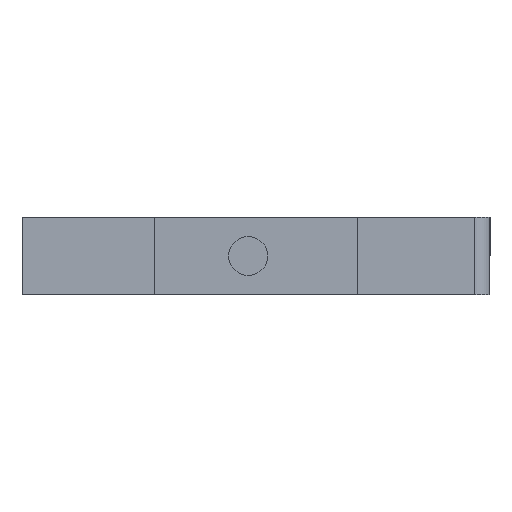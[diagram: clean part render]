
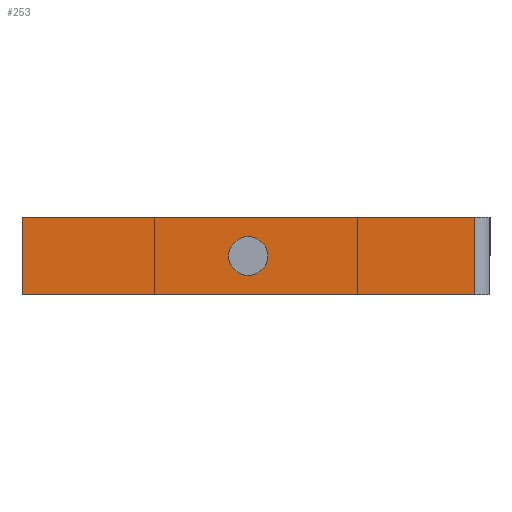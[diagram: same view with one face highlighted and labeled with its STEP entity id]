
A CAD part, left-side view. The second image highlights one B-rep face of the part: STEP entity #253.
In plain terms, the highlighted planar face has unit normal (-1, 0, 0).
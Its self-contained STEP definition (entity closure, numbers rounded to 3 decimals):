
#68 = LINE ( 'NONE', #878, #1867 ) ;
#135 = LINE ( 'NONE', #1730, #1116 ) ;
#144 = CARTESIAN_POINT ( 'NONE',  ( 0., 0., 5. ) ) ;
#172 = DIRECTION ( 'NONE',  ( 0., -1., 0. ) ) ;
#214 = VERTEX_POINT ( 'NONE', #1714 ) ;
#253 = ADVANCED_FACE ( 'NONE', ( #595, #1452 ), #1314, .F. ) ;
#256 = EDGE_CURVE ( 'NONE', #1040, #730, #135, .T. ) ;
#273 = EDGE_CURVE ( 'NONE', #214, #1461, #2443, .T. ) ;
#488 = ORIENTED_EDGE ( 'NONE', *, *, #1981, .F. ) ;
#517 = CARTESIAN_POINT ( 'NONE',  ( 0., -29., 5. ) ) ;
#539 = VERTEX_POINT ( 'NONE', #1642 ) ;
#545 = ORIENTED_EDGE ( 'NONE', *, *, #2445, .T. ) ;
#595 = FACE_BOUND ( 'NONE', #2219, .T. ) ;
#721 = CARTESIAN_POINT ( 'NONE',  ( 0., -15.75, 2.5 ) ) ;
#730 = VERTEX_POINT ( 'NONE', #517 ) ;
#751 = CARTESIAN_POINT ( 'NONE',  ( 0., -14.5, 2.5 ) ) ;
#765 = VERTEX_POINT ( 'NONE', #2064 ) ;
#822 = CARTESIAN_POINT ( 'NONE',  ( 0., 0., 5. ) ) ;
#878 = CARTESIAN_POINT ( 'NONE',  ( 0., 0., 5. ) ) ;
#920 = AXIS2_PLACEMENT_3D ( 'NONE', #751, #2115, #1148 ) ;
#957 = DIRECTION ( 'NONE',  ( 0., 0., 1. ) ) ;
#1003 = ORIENTED_EDGE ( 'NONE', *, *, #1732, .F. ) ;
#1009 = DIRECTION ( 'NONE',  ( 0., -1., 0. ) ) ;
#1040 = VERTEX_POINT ( 'NONE', #1777 ) ;
#1078 = DIRECTION ( 'NONE',  ( 0., 0., -1. ) ) ;
#1116 = VECTOR ( 'NONE', #957, 1000. ) ;
#1121 = CARTESIAN_POINT ( 'NONE',  ( 0., 0., 0. ) ) ;
#1148 = DIRECTION ( 'NONE',  ( 0., -1., 0. ) ) ;
#1165 = ORIENTED_EDGE ( 'NONE', *, *, #2364, .T. ) ;
#1282 = EDGE_LOOP ( 'NONE', ( #545, #1949, #1003, #1165 ) ) ;
#1314 = PLANE ( 'NONE',  #1449 ) ;
#1449 = AXIS2_PLACEMENT_3D ( 'NONE', #144, #2312, #2478 ) ;
#1452 = FACE_OUTER_BOUND ( 'NONE', #1282, .T. ) ;
#1461 = VERTEX_POINT ( 'NONE', #721 ) ;
#1473 = CARTESIAN_POINT ( 'NONE',  ( 0., -14.5, 2.5 ) ) ;
#1578 = LINE ( 'NONE', #1121, #2259 ) ;
#1642 = CARTESIAN_POINT ( 'NONE',  ( 0., 0., 5. ) ) ;
#1684 = DIRECTION ( 'NONE',  ( 0., -1., 0. ) ) ;
#1699 = CIRCLE ( 'NONE', #2401, 1.25 ) ;
#1714 = CARTESIAN_POINT ( 'NONE',  ( 0., -13.25, 2.5 ) ) ;
#1729 = LINE ( 'NONE', #822, #1901 ) ;
#1730 = CARTESIAN_POINT ( 'NONE',  ( 0., -29., 5. ) ) ;
#1732 = EDGE_CURVE ( 'NONE', #539, #730, #1729, .T. ) ;
#1777 = CARTESIAN_POINT ( 'NONE',  ( 0., -29., 0. ) ) ;
#1849 = DIRECTION ( 'NONE',  ( -1., 0., 0. ) ) ;
#1867 = VECTOR ( 'NONE', #1078, 1000. ) ;
#1901 = VECTOR ( 'NONE', #1009, 1000. ) ;
#1949 = ORIENTED_EDGE ( 'NONE', *, *, #256, .T. ) ;
#1981 = EDGE_CURVE ( 'NONE', #1461, #214, #1699, .T. ) ;
#2064 = CARTESIAN_POINT ( 'NONE',  ( 0., 0., 0. ) ) ;
#2115 = DIRECTION ( 'NONE',  ( -1., 0., 0. ) ) ;
#2219 = EDGE_LOOP ( 'NONE', ( #488, #2460 ) ) ;
#2259 = VECTOR ( 'NONE', #172, 1000. ) ;
#2312 = DIRECTION ( 'NONE',  ( 1., 0., 0. ) ) ;
#2364 = EDGE_CURVE ( 'NONE', #539, #765, #68, .T. ) ;
#2401 = AXIS2_PLACEMENT_3D ( 'NONE', #1473, #1849, #1684 ) ;
#2443 = CIRCLE ( 'NONE', #920, 1.25 ) ;
#2445 = EDGE_CURVE ( 'NONE', #765, #1040, #1578, .T. ) ;
#2460 = ORIENTED_EDGE ( 'NONE', *, *, #273, .F. ) ;
#2478 = DIRECTION ( 'NONE',  ( 0., 1., 0. ) ) ;
